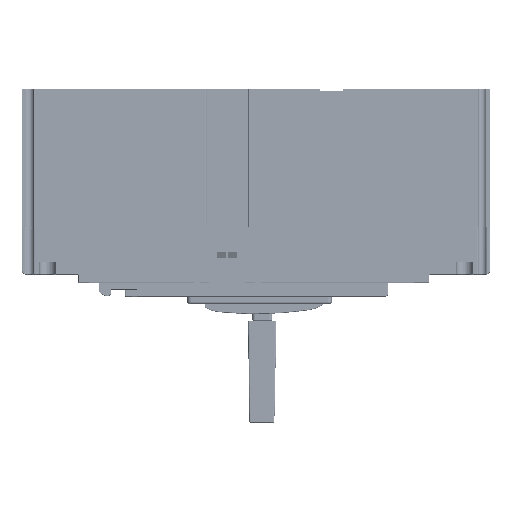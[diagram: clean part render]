
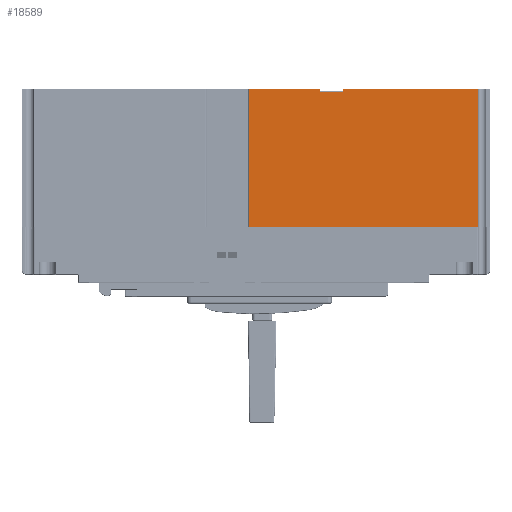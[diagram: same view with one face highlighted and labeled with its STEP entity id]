
A CAD part, front view. The second image highlights one B-rep face of the part: STEP entity #18589.
In plain terms, the highlighted planar face has unit normal (0, -1, 0).
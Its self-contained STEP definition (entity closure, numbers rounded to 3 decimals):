
#2653=PLANE('',#272941);
#18589=ADVANCED_FACE('',(#34904),#2653,.T.);
#34904=FACE_OUTER_BOUND('',#50328,.T.);
#50328=EDGE_LOOP('',(#83328,#83329,#83330,#83331,#83332,#83333,#83334,#83335));
#83328=ORIENTED_EDGE('',*,*,#175606,.F.);
#83329=ORIENTED_EDGE('',*,*,#176933,.T.);
#83330=ORIENTED_EDGE('',*,*,#175262,.F.);
#83331=ORIENTED_EDGE('',*,*,#176934,.T.);
#83332=ORIENTED_EDGE('',*,*,#175650,.F.);
#83333=ORIENTED_EDGE('',*,*,#175510,.T.);
#83334=ORIENTED_EDGE('',*,*,#175526,.F.);
#83335=ORIENTED_EDGE('',*,*,#176059,.F.);
#149188=VERTEX_POINT('',#379255);
#149189=VERTEX_POINT('',#379257);
#149380=VERTEX_POINT('',#379746);
#149381=VERTEX_POINT('',#379747);
#149394=VERTEX_POINT('',#379778);
#149459=VERTEX_POINT('',#379937);
#149460=VERTEX_POINT('',#379939);
#149501=VERTEX_POINT('',#380026);
#175262=EDGE_CURVE('',#149188,#149189,#210349,.T.);
#175510=EDGE_CURVE('',#149380,#149381,#210569,.T.);
#175526=EDGE_CURVE('',#149394,#149381,#210583,.T.);
#175606=EDGE_CURVE('',#149459,#149460,#210649,.T.);
#175650=EDGE_CURVE('',#149380,#149501,#210671,.T.);
#176059=EDGE_CURVE('',#149460,#149394,#211024,.T.);
#176933=EDGE_CURVE('',#149459,#149189,#211756,.T.);
#176934=EDGE_CURVE('',#149188,#149501,#211757,.T.);
#210349=LINE('',#379256,#242741);
#210569=LINE('',#379745,#242961);
#210583=LINE('',#379779,#242975);
#210649=LINE('',#379938,#243041);
#210671=LINE('',#380025,#243063);
#211024=LINE('',#380833,#243416);
#211756=LINE('',#382527,#244148);
#211757=LINE('',#382529,#244149);
#242741=VECTOR('',#300943,1.);
#242961=VECTOR('',#301319,1.);
#242975=VECTOR('',#301343,1.);
#243041=VECTOR('',#301465,1.);
#243063=VECTOR('',#301535,1.);
#243416=VECTOR('',#302164,1.);
#244148=VECTOR('',#303652,1.);
#244149=VECTOR('',#303655,1.);
#272941=AXIS2_PLACEMENT_3D('',#382530,#303656,#303657);
#300943=DIRECTION('',(-1.,0.,0.));
#301319=DIRECTION('',(0.,0.,-1.));
#301343=DIRECTION('',(1.,0.,0.));
#301465=DIRECTION('',(1.,0.,0.));
#301535=DIRECTION('',(1.,0.,0.));
#302164=DIRECTION('',(0.,0.,-1.));
#303652=DIRECTION('',(0.,0.,-1.));
#303655=DIRECTION('',(0.,0.,1.));
#303656=DIRECTION('',(0.,-1.,0.));
#303657=DIRECTION('',(0.,0.,-1.));
#379255=CARTESIAN_POINT('',(326.25,-500.,0.));
#379256=CARTESIAN_POINT('',(326.25,-500.,0.));
#379257=CARTESIAN_POINT('',(160.2,-500.,0.));
#379745=CARTESIAN_POINT('',(228.5,-500.,100.));
#379746=CARTESIAN_POINT('',(228.5,-500.,100.));
#379747=CARTESIAN_POINT('',(228.5,-500.,98.));
#379778=CARTESIAN_POINT('',(211.3,-500.,98.));
#379779=CARTESIAN_POINT('',(211.3,-500.,98.));
#379937=CARTESIAN_POINT('',(160.2,-500.,100.));
#379938=CARTESIAN_POINT('',(160.2,-500.,100.));
#379939=CARTESIAN_POINT('',(211.3,-500.,100.));
#380025=CARTESIAN_POINT('',(228.5,-500.,100.));
#380026=CARTESIAN_POINT('',(326.25,-500.,100.));
#380833=CARTESIAN_POINT('',(211.3,-500.,100.));
#382527=CARTESIAN_POINT('',(160.2,-500.,100.));
#382529=CARTESIAN_POINT('',(326.25,-500.,0.));
#382530=CARTESIAN_POINT('',(175.,-500.,0.));
